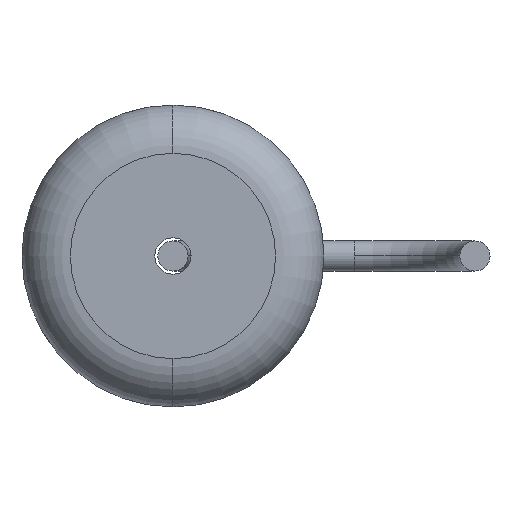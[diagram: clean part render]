
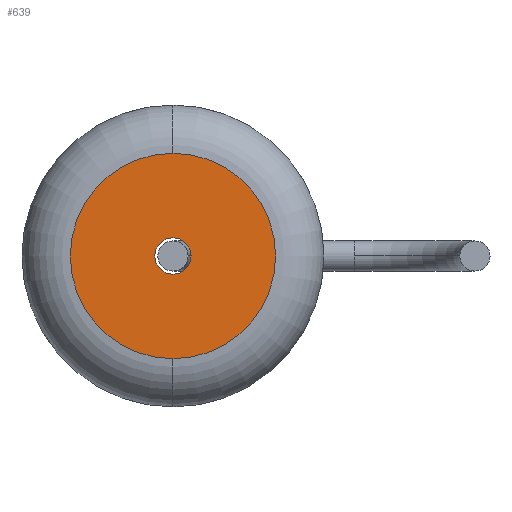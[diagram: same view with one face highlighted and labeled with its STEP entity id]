
A CAD part, front view. The second image highlights one B-rep face of the part: STEP entity #639.
In plain terms, the highlighted face is planar.
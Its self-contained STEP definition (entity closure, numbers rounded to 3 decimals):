
#32 = DIRECTION ( 'NONE',  ( 1., 0., 0. ) ) ;
#62 = ORIENTED_EDGE ( 'NONE', *, *, #151, .F. ) ;
#109 = CARTESIAN_POINT ( 'NONE',  ( 0., 0., -1.7 ) ) ;
#151 = EDGE_CURVE ( 'NONE', #1465, #856, #2475, .T. ) ;
#178 = AXIS2_PLACEMENT_3D ( 'NONE', #1216, #2056, #207 ) ;
#207 = DIRECTION ( 'NONE',  ( 0., 0., 1. ) ) ;
#210 = DIRECTION ( 'NONE',  ( 0., 0., -1. ) ) ;
#264 = CIRCLE ( 'NONE', #603, 1.7 ) ;
#280 = AXIS2_PLACEMENT_3D ( 'NONE', #2059, #1086, #210 ) ;
#364 = EDGE_CURVE ( 'NONE', #856, #1465, #2121, .T. ) ;
#388 = EDGE_CURVE ( 'NONE', #662, #2355, #264, .T. ) ;
#447 = FACE_OUTER_BOUND ( 'NONE', #700, .T. ) ;
#462 = DIRECTION ( 'NONE',  ( 1., 0., 0. ) ) ;
#504 = EDGE_LOOP ( 'NONE', ( #62, #897 ) ) ;
#559 = CARTESIAN_POINT ( 'NONE',  ( 0., 0., 0.3 ) ) ;
#603 = AXIS2_PLACEMENT_3D ( 'NONE', #2309, #32, #2495 ) ;
#639 = ADVANCED_FACE ( 'NONE', ( #1763, #447 ), #1515, .F. ) ;
#662 = VERTEX_POINT ( 'NONE', #109 ) ;
#694 = ORIENTED_EDGE ( 'NONE', *, *, #388, .T. ) ;
#700 = EDGE_LOOP ( 'NONE', ( #960, #694 ) ) ;
#856 = VERTEX_POINT ( 'NONE', #559 ) ;
#897 = ORIENTED_EDGE ( 'NONE', *, *, #364, .F. ) ;
#910 = CARTESIAN_POINT ( 'NONE',  ( 0., 0., 1.7 ) ) ;
#956 = AXIS2_PLACEMENT_3D ( 'NONE', #2295, #462, #1428 ) ;
#960 = ORIENTED_EDGE ( 'NONE', *, *, #1940, .T. ) ;
#1086 = DIRECTION ( 'NONE',  ( 1., 0., 0. ) ) ;
#1117 = CARTESIAN_POINT ( 'NONE',  ( 0., 0., -2.5 ) ) ;
#1216 = CARTESIAN_POINT ( 'NONE',  ( 0., 0., 0. ) ) ;
#1428 = DIRECTION ( 'NONE',  ( 0., 0., -1. ) ) ;
#1465 = VERTEX_POINT ( 'NONE', #2447 ) ;
#1515 = PLANE ( 'NONE',  #2620 ) ;
#1548 = DIRECTION ( 'NONE',  ( -1., 0., 0. ) ) ;
#1763 = FACE_BOUND ( 'NONE', #504, .T. ) ;
#1940 = EDGE_CURVE ( 'NONE', #2355, #662, #2383, .T. ) ;
#2056 = DIRECTION ( 'NONE',  ( 1., 0., 0. ) ) ;
#2059 = CARTESIAN_POINT ( 'NONE',  ( 0., 0., 0. ) ) ;
#2121 = CIRCLE ( 'NONE', #956, 0.3 ) ;
#2295 = CARTESIAN_POINT ( 'NONE',  ( 0., 0., 0. ) ) ;
#2309 = CARTESIAN_POINT ( 'NONE',  ( 0., 0., 0. ) ) ;
#2355 = VERTEX_POINT ( 'NONE', #910 ) ;
#2383 = CIRCLE ( 'NONE', #178, 1.7 ) ;
#2447 = CARTESIAN_POINT ( 'NONE',  ( 0., 0., -0.3 ) ) ;
#2475 = CIRCLE ( 'NONE', #280, 0.3 ) ;
#2495 = DIRECTION ( 'NONE',  ( 0., 0., 1. ) ) ;
#2614 = DIRECTION ( 'NONE',  ( 0., 0., 1. ) ) ;
#2620 = AXIS2_PLACEMENT_3D ( 'NONE', #1117, #1548, #2614 ) ;
